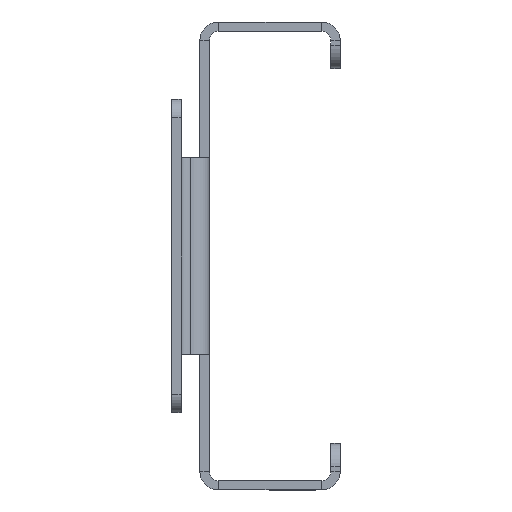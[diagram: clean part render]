
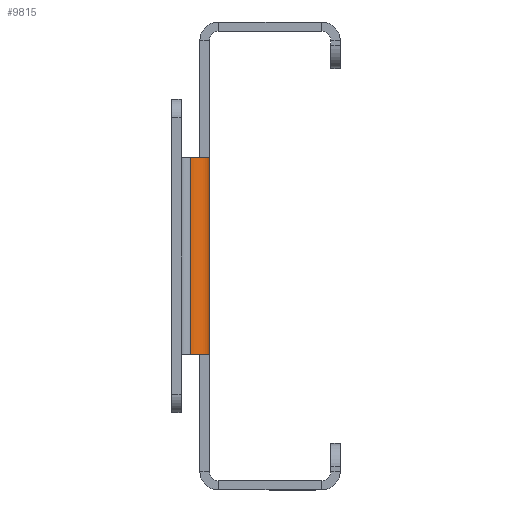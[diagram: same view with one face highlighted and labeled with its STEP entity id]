
A CAD part, left-side view. The second image highlights one B-rep face of the part: STEP entity #9815.
In plain terms, the highlighted cylindrical face has radius 4 mm (diameter 8 mm), a partial arc.
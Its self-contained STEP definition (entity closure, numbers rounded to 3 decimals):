
#1365 = CARTESIAN_POINT ( 'NONE',  ( -245.6, -2., -21. ) ) ;
#1449 = EDGE_CURVE ( 'NONE', #23127, #6083, #26868, .T. ) ;
#3369 = AXIS2_PLACEMENT_3D ( 'NONE', #18529, #27170, #25205 ) ;
#4586 = ORIENTED_EDGE ( 'NONE', *, *, #26655, .T. ) ;
#6011 = CARTESIAN_POINT ( 'NONE',  ( -249.6, 2., -21. ) ) ;
#6083 = VERTEX_POINT ( 'NONE', #1365 ) ;
#6455 = DIRECTION ( 'NONE',  ( 0., 0., -1. ) ) ;
#9318 = CYLINDRICAL_SURFACE ( 'NONE', #12878, 4. ) ;
#9815 = ADVANCED_FACE ( 'NONE', ( #20109 ), #9318, .T. ) ;
#9828 = VERTEX_POINT ( 'NONE', #10429 ) ;
#10429 = CARTESIAN_POINT ( 'NONE',  ( -245.6, -2., 21. ) ) ;
#10565 = CARTESIAN_POINT ( 'NONE',  ( -249.6, 2., 21. ) ) ;
#12878 = AXIS2_PLACEMENT_3D ( 'NONE', #15859, #24501, #22383 ) ;
#13060 = DIRECTION ( 'NONE',  ( 0., 0., -1. ) ) ;
#15570 = AXIS2_PLACEMENT_3D ( 'NONE', #21468, #19328, #27974 ) ;
#15588 = VERTEX_POINT ( 'NONE', #10565 ) ;
#15859 = CARTESIAN_POINT ( 'NONE',  ( -245.6, 2., 67.202 ) ) ;
#15890 = LINE ( 'NONE', #17879, #26649 ) ;
#16434 = EDGE_LOOP ( 'NONE', ( #22334, #4586, #24983, #23995 ) ) ;
#16887 = EDGE_CURVE ( 'NONE', #9828, #6083, #19378, .T. ) ;
#17798 = EDGE_CURVE ( 'NONE', #15588, #23127, #15890, .T. ) ;
#17879 = CARTESIAN_POINT ( 'NONE',  ( -249.6, 2., 0. ) ) ;
#18529 = CARTESIAN_POINT ( 'NONE',  ( -245.6, 2., 21. ) ) ;
#19328 = DIRECTION ( 'NONE',  ( 0., 0., 1. ) ) ;
#19378 = LINE ( 'NONE', #21238, #19427 ) ;
#19427 = VECTOR ( 'NONE', #6455, 1000. ) ;
#20109 = FACE_OUTER_BOUND ( 'NONE', #16434, .T. ) ;
#20148 = CIRCLE ( 'NONE', #3369, 4. ) ;
#21238 = CARTESIAN_POINT ( 'NONE',  ( -245.6, -2., 0. ) ) ;
#21468 = CARTESIAN_POINT ( 'NONE',  ( -245.6, 2., -21. ) ) ;
#22334 = ORIENTED_EDGE ( 'NONE', *, *, #16887, .F. ) ;
#22383 = DIRECTION ( 'NONE',  ( -1., 0., 0. ) ) ;
#23127 = VERTEX_POINT ( 'NONE', #6011 ) ;
#23995 = ORIENTED_EDGE ( 'NONE', *, *, #1449, .T. ) ;
#24501 = DIRECTION ( 'NONE',  ( 0., 0., -1. ) ) ;
#24983 = ORIENTED_EDGE ( 'NONE', *, *, #17798, .T. ) ;
#25205 = DIRECTION ( 'NONE',  ( -1., 0., 0. ) ) ;
#26649 = VECTOR ( 'NONE', #13060, 1000. ) ;
#26655 = EDGE_CURVE ( 'NONE', #9828, #15588, #20148, .T. ) ;
#26868 = CIRCLE ( 'NONE', #15570, 4. ) ;
#27170 = DIRECTION ( 'NONE',  ( 0., 0., -1. ) ) ;
#27974 = DIRECTION ( 'NONE',  ( 1., 0., 0. ) ) ;
